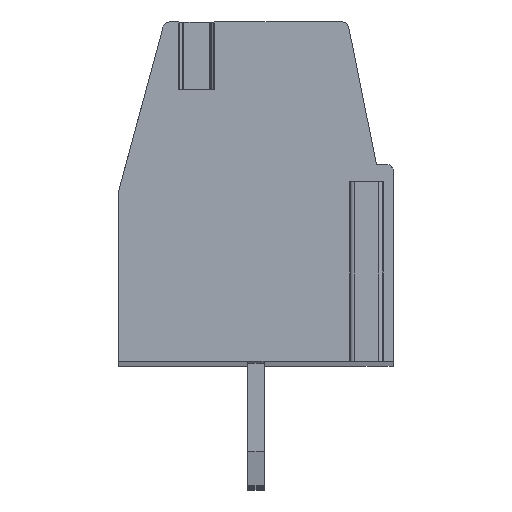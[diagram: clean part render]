
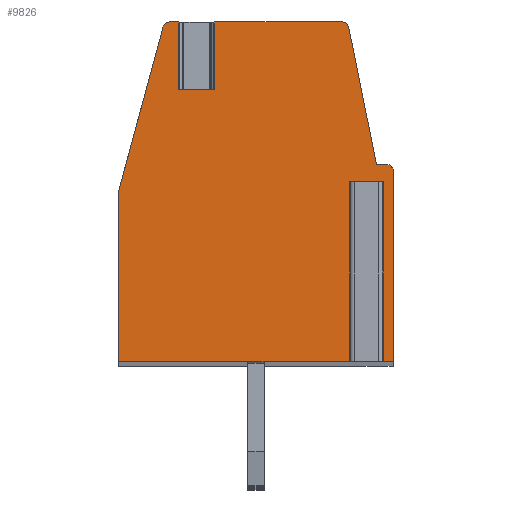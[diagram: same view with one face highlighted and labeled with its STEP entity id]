
A CAD part, top view. The second image highlights one B-rep face of the part: STEP entity #9826.
In plain terms, the highlighted planar face has unit normal (0, 0, 1).
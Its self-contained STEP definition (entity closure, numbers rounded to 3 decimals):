
#344=DIRECTION('',(-1.,0.,0.));
#345=VECTOR('',#344,1.07);
#346=CARTESIAN_POINT('',(-1.21,3.,2.5));
#347=LINE('',#346,#345);
#348=DIRECTION('',(0.,1.,0.));
#349=VECTOR('',#348,2.);
#350=CARTESIAN_POINT('',(-1.21,3.,2.5));
#351=LINE('',#350,#349);
#352=DIRECTION('',(-1.,0.,0.));
#353=VECTOR('',#352,3.746);
#354=CARTESIAN_POINT('',(2.536,5.,2.5));
#355=LINE('',#354,#353);
#356=CARTESIAN_POINT('',(2.536,4.8,2.5));
#357=DIRECTION('',(0.,0.,1.));
#358=DIRECTION('',(0.98,0.198,0.));
#359=AXIS2_PLACEMENT_3D('',#356,#357,#358);
#361=DIRECTION('',(-0.198,0.98,0.));
#362=VECTOR('',#361,4.122);
#363=CARTESIAN_POINT('',(3.55,0.8,2.5));
#364=LINE('',#363,#362);
#365=DIRECTION('',(-1.,0.,0.));
#366=VECTOR('',#365,0.3);
#367=CARTESIAN_POINT('',(3.85,0.8,2.5));
#368=LINE('',#367,#366);
#369=CARTESIAN_POINT('',(3.85,0.6,2.5));
#370=DIRECTION('',(0.,0.,1.));
#371=DIRECTION('',(1.,0.,0.));
#372=AXIS2_PLACEMENT_3D('',#369,#370,#371);
#374=DIRECTION('',(0.,1.,0.));
#375=VECTOR('',#374,5.6);
#376=CARTESIAN_POINT('',(4.05,-5.,2.5));
#377=LINE('',#376,#375);
#378=DIRECTION('',(1.,0.,0.));
#379=VECTOR('',#378,0.495);
#380=CARTESIAN_POINT('',(3.555,-5.,2.5));
#381=LINE('',#380,#379);
#382=DIRECTION('',(0.,1.,0.));
#383=VECTOR('',#382,5.3);
#384=CARTESIAN_POINT('',(3.555,-5.,2.5));
#385=LINE('',#384,#383);
#386=DIRECTION('',(1.,0.,0.));
#387=VECTOR('',#386,0.6);
#388=CARTESIAN_POINT('',(2.955,0.3,2.5));
#389=LINE('',#388,#387);
#390=DIRECTION('',(0.,1.,0.));
#391=VECTOR('',#390,5.3);
#392=CARTESIAN_POINT('',(2.955,-5.,2.5));
#393=LINE('',#392,#391);
#394=DIRECTION('',(1.,0.,0.));
#395=VECTOR('',#394,7.005);
#396=CARTESIAN_POINT('',(-4.05,-5.,2.5));
#397=LINE('',#396,#395);
#398=DIRECTION('',(0.,-1.,0.));
#399=VECTOR('',#398,5.);
#400=CARTESIAN_POINT('',(-4.05,0.,2.5));
#401=LINE('',#400,#399);
#402=DIRECTION('',(-0.261,-0.965,0.));
#403=VECTOR('',#402,5.026);
#404=CARTESIAN_POINT('',(-2.74,4.852,2.5));
#405=LINE('',#404,#403);
#406=CARTESIAN_POINT('',(-2.547,4.8,2.5));
#407=DIRECTION('',(0.,0.,1.));
#408=DIRECTION('',(0.,1.,0.));
#409=AXIS2_PLACEMENT_3D('',#406,#407,#408);
#411=DIRECTION('',(-1.,0.,0.));
#412=VECTOR('',#411,0.267);
#413=CARTESIAN_POINT('',(-2.28,5.,2.5));
#414=LINE('',#413,#412);
#415=DIRECTION('',(0.,1.,0.));
#416=VECTOR('',#415,2.);
#417=CARTESIAN_POINT('',(-2.28,3.,2.5));
#418=LINE('',#417,#416);
#7335=CARTESIAN_POINT('',(4.05,-5.,2.5));
#7336=CARTESIAN_POINT('',(4.05,0.6,2.5));
#7337=VERTEX_POINT('',#7335);
#7338=VERTEX_POINT('',#7336);
#7339=CARTESIAN_POINT('',(3.85,0.8,2.5));
#7340=VERTEX_POINT('',#7339);
#7341=CARTESIAN_POINT('',(3.55,0.8,2.5));
#7342=VERTEX_POINT('',#7341);
#7343=CARTESIAN_POINT('',(2.732,4.84,2.5));
#7344=VERTEX_POINT('',#7343);
#7345=CARTESIAN_POINT('',(2.536,5.,2.5));
#7346=VERTEX_POINT('',#7345);
#7347=CARTESIAN_POINT('',(-2.547,5.,2.5));
#7348=CARTESIAN_POINT('',(-2.74,4.852,2.5));
#7349=VERTEX_POINT('',#7347);
#7350=VERTEX_POINT('',#7348);
#7351=CARTESIAN_POINT('',(-4.05,0.,2.5));
#7352=VERTEX_POINT('',#7351);
#7353=CARTESIAN_POINT('',(-4.05,-5.,2.5));
#7354=VERTEX_POINT('',#7353);
#7371=CARTESIAN_POINT('',(2.955,0.3,2.5));
#7372=CARTESIAN_POINT('',(3.555,0.3,2.5));
#7373=VERTEX_POINT('',#7371);
#7374=VERTEX_POINT('',#7372);
#7375=CARTESIAN_POINT('',(2.955,-5.,2.5));
#7376=VERTEX_POINT('',#7375);
#7377=CARTESIAN_POINT('',(3.555,-5.,2.5));
#7378=VERTEX_POINT('',#7377);
#7447=CARTESIAN_POINT('',(-1.21,3.,2.5));
#7448=CARTESIAN_POINT('',(-2.28,3.,2.5));
#7449=VERTEX_POINT('',#7447);
#7450=VERTEX_POINT('',#7448);
#7451=CARTESIAN_POINT('',(-2.28,5.,2.5));
#7452=VERTEX_POINT('',#7451);
#7453=CARTESIAN_POINT('',(-1.21,5.,2.5));
#7454=VERTEX_POINT('',#7453);
#9786=CARTESIAN_POINT('',(0.,0.,2.5));
#9787=DIRECTION('',(0.,0.,1.));
#9788=DIRECTION('',(1.,0.,0.));
#9789=AXIS2_PLACEMENT_3D('',#9786,#9787,#9788);
#9790=PLANE('',#9789);
#9792=ORIENTED_EDGE('',*,*,#9791,.F.);
#9793=ORIENTED_EDGE('',*,*,#9777,.T.);
#9794=ORIENTED_EDGE('',*,*,#9622,.F.);
#9796=ORIENTED_EDGE('',*,*,#9795,.F.);
#9798=ORIENTED_EDGE('',*,*,#9797,.F.);
#9800=ORIENTED_EDGE('',*,*,#9799,.F.);
#9802=ORIENTED_EDGE('',*,*,#9801,.F.);
#9804=ORIENTED_EDGE('',*,*,#9803,.F.);
#9806=ORIENTED_EDGE('',*,*,#9805,.F.);
#9808=ORIENTED_EDGE('',*,*,#9807,.T.);
#9810=ORIENTED_EDGE('',*,*,#9809,.F.);
#9812=ORIENTED_EDGE('',*,*,#9811,.F.);
#9814=ORIENTED_EDGE('',*,*,#9813,.F.);
#9816=ORIENTED_EDGE('',*,*,#9815,.F.);
#9818=ORIENTED_EDGE('',*,*,#9817,.F.);
#9820=ORIENTED_EDGE('',*,*,#9819,.F.);
#9821=ORIENTED_EDGE('',*,*,#9605,.F.);
#9823=ORIENTED_EDGE('',*,*,#9822,.F.);
#9824=EDGE_LOOP('',(#9792,#9793,#9794,#9796,#9798,#9800,#9802,#9804,#9806,#9808,
#9810,#9812,#9814,#9816,#9818,#9820,#9821,#9823));
#9825=FACE_OUTER_BOUND('',#9824,.F.);
#360=CIRCLE('',#359,0.2);
#373=CIRCLE('',#372,0.2);
#410=CIRCLE('',#409,0.2);
#9605=EDGE_CURVE('',#7452,#7349,#414,.T.);
#9622=EDGE_CURVE('',#7346,#7454,#355,.T.);
#9777=EDGE_CURVE('',#7449,#7454,#351,.T.);
#9791=EDGE_CURVE('',#7449,#7450,#347,.T.);
#9795=EDGE_CURVE('',#7344,#7346,#360,.T.);
#9797=EDGE_CURVE('',#7342,#7344,#364,.T.);
#9799=EDGE_CURVE('',#7340,#7342,#368,.T.);
#9801=EDGE_CURVE('',#7338,#7340,#373,.T.);
#9803=EDGE_CURVE('',#7337,#7338,#377,.T.);
#9805=EDGE_CURVE('',#7378,#7337,#381,.T.);
#9807=EDGE_CURVE('',#7378,#7374,#385,.T.);
#9809=EDGE_CURVE('',#7373,#7374,#389,.T.);
#9811=EDGE_CURVE('',#7376,#7373,#393,.T.);
#9813=EDGE_CURVE('',#7354,#7376,#397,.T.);
#9815=EDGE_CURVE('',#7352,#7354,#401,.T.);
#9817=EDGE_CURVE('',#7350,#7352,#405,.T.);
#9819=EDGE_CURVE('',#7349,#7350,#410,.T.);
#9822=EDGE_CURVE('',#7450,#7452,#418,.T.);
#9826=ADVANCED_FACE('',(#9825),#9790,.T.);
